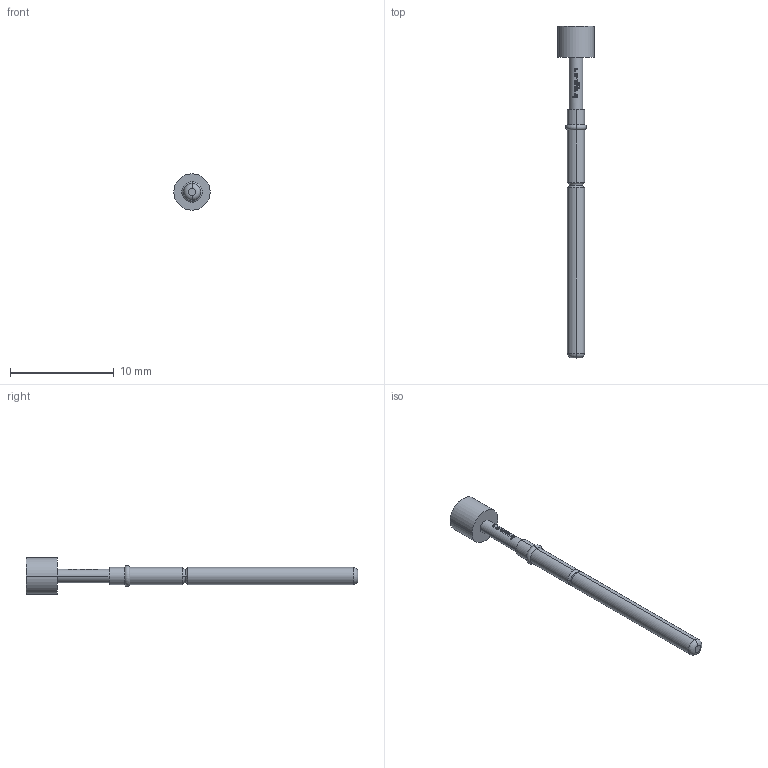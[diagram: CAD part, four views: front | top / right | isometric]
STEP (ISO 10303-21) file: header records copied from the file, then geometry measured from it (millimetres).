
FILE_DESCRIPTION (( 'STEP AP203' ), '1' );
FILE_NAME ('INGUN_GKS-912_303_350_A_xx02.STEP', '2021-10-15T10:15:52', ( 'ochi' ), ( '' ), 'SwSTEP 2.0', 'SolidWorks 2018', '' );
FILE_SCHEMA (( 'CONFIG_CONTROL_DESIGN' ));
Length unit declared in the file: millimetre
Products named in the file (1): INGUN_GKS-912_303_350_A_xx02
Bounding box: 3.5 x 32 x 3.5 mm (x, y, z)
Volume: 80.9 mm3; surface area: 203 mm2
Topology: 1 solids, 1 shells, 91 faces, 238 edges, 155 vertices
Faces by surface type: plane 33, bspline 32, cylinder 16, torus 8, cone 2
Entity records: 3821 total; most frequent: CARTESIAN_POINT 1943, ORIENTED_EDGE 472, EDGE_CURVE 236, DIRECTION 208, B_SPLINE_CURVE_WITH_KNOTS 186, VERTEX_POINT 155, EDGE_LOOP 99, AXIS2_PLACEMENT_3D 98
